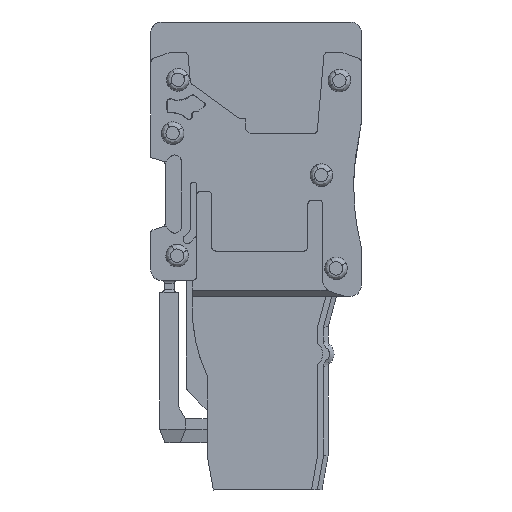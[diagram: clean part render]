
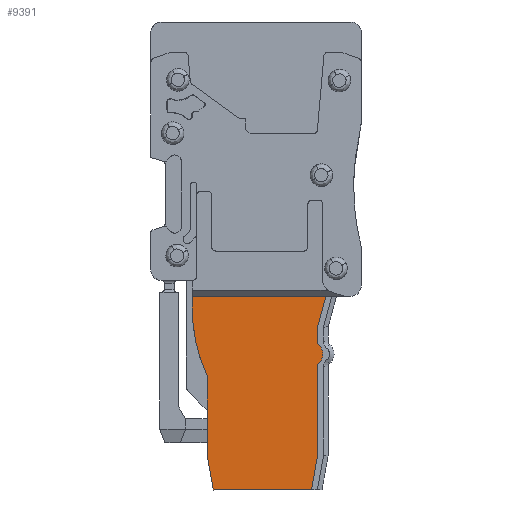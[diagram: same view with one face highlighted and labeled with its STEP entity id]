
A CAD part, left-side view. The second image highlights one B-rep face of the part: STEP entity #9391.
In plain terms, the highlighted planar face has unit normal (-1, 0, 0).
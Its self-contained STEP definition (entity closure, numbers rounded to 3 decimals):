
#9239=AXIS2_PLACEMENT_3D('Plane Axis2P3D',#9236,#9237,#9238) ;
#4895=CARTESIAN_POINT('Vertex',(2.87,11.25,12.9)) ;
#4898=CARTESIAN_POINT('Line Origine',(2.87,6.8,12.9)) ;
#4902=CARTESIAN_POINT('Vertex',(2.87,2.35,12.9)) ;
#9211=CARTESIAN_POINT('Vertex',(2.87,11.25,12.183)) ;
#9216=CARTESIAN_POINT('Line Origine',(2.87,11.25,12.541)) ;
#9236=CARTESIAN_POINT('Axis2P3D Location',(2.87,2.9,12.9)) ;
#9241=CARTESIAN_POINT('Line Origine',(2.87,2.622,11.886)) ;
#9245=CARTESIAN_POINT('Vertex',(2.87,2.893,10.873)) ;
#9249=CARTESIAN_POINT('Control Point',(2.87,11.25,12.183)) ;
#9250=CARTESIAN_POINT('Control Point',(2.87,11.25,11.709)) ;
#9251=CARTESIAN_POINT('Control Point',(2.87,11.225,11.237)) ;
#9252=CARTESIAN_POINT('Control Point',(2.87,11.174,10.767)) ;
#9253=CARTESIAN_POINT('Control Point',(2.87,11.098,10.3)) ;
#9254=CARTESIAN_POINT('Control Point',(2.87,10.997,9.837)) ;
#9255=CARTESIAN_POINT('Vertex',(2.87,10.997,9.837)) ;
#9259=CARTESIAN_POINT('Control Point',(2.87,10.997,9.837)) ;
#9260=CARTESIAN_POINT('Control Point',(2.87,10.896,9.375)) ;
#9261=CARTESIAN_POINT('Control Point',(2.87,10.771,8.919)) ;
#9262=CARTESIAN_POINT('Control Point',(2.87,10.621,8.47)) ;
#9263=CARTESIAN_POINT('Control Point',(2.87,10.447,8.031)) ;
#9264=CARTESIAN_POINT('Control Point',(2.87,10.25,7.6)) ;
#9265=CARTESIAN_POINT('Vertex',(2.87,10.25,7.6)) ;
#9268=CARTESIAN_POINT('Line Origine',(2.87,10.25,4.95)) ;
#9272=CARTESIAN_POINT('Vertex',(2.87,10.25,2.3)) ;
#9275=CARTESIAN_POINT('Line Origine',(2.87,10.047,1.15)) ;
#9279=CARTESIAN_POINT('Vertex',(2.87,9.844,0.)) ;
#9282=CARTESIAN_POINT('Line Origine',(2.87,6.575,0.)) ;
#9286=CARTESIAN_POINT('Vertex',(2.87,3.306,0.)) ;
#9289=CARTESIAN_POINT('Line Origine',(2.87,3.103,1.15)) ;
#9293=CARTESIAN_POINT('Vertex',(2.87,2.9,2.3)) ;
#9296=CARTESIAN_POINT('Line Origine',(2.87,2.9,5.273)) ;
#9300=CARTESIAN_POINT('Vertex',(2.87,2.9,8.245)) ;
#9304=CARTESIAN_POINT('Control Point',(2.87,2.9,8.245)) ;
#9305=CARTESIAN_POINT('Control Point',(2.87,2.9,8.275)) ;
#9306=CARTESIAN_POINT('Control Point',(2.87,2.896,8.304)) ;
#9307=CARTESIAN_POINT('Control Point',(2.87,2.889,8.333)) ;
#9308=CARTESIAN_POINT('Control Point',(2.87,2.871,8.379)) ;
#9309=CARTESIAN_POINT('Control Point',(2.87,2.845,8.421)) ;
#9310=CARTESIAN_POINT('Control Point',(2.87,2.832,8.437)) ;
#9311=CARTESIAN_POINT('Control Point',(2.87,2.819,8.451)) ;
#9312=CARTESIAN_POINT('Control Point',(2.87,2.805,8.465)) ;
#9313=CARTESIAN_POINT('Vertex',(2.87,2.805,8.465)) ;
#9317=CARTESIAN_POINT('Control Point',(2.87,2.805,8.465)) ;
#9318=CARTESIAN_POINT('Control Point',(2.87,2.741,8.524)) ;
#9319=CARTESIAN_POINT('Control Point',(2.87,2.685,8.592)) ;
#9320=CARTESIAN_POINT('Control Point',(2.87,2.639,8.667)) ;
#9321=CARTESIAN_POINT('Control Point',(2.87,2.586,8.789)) ;
#9322=CARTESIAN_POINT('Control Point',(2.87,2.559,8.918)) ;
#9323=CARTESIAN_POINT('Control Point',(2.87,2.553,8.962)) ;
#9324=CARTESIAN_POINT('Control Point',(2.87,2.55,9.006)) ;
#9325=CARTESIAN_POINT('Control Point',(2.87,2.55,9.05)) ;
#9326=CARTESIAN_POINT('Vertex',(2.87,2.55,9.05)) ;
#9330=CARTESIAN_POINT('Control Point',(2.87,2.55,9.05)) ;
#9331=CARTESIAN_POINT('Control Point',(2.87,2.55,9.092)) ;
#9332=CARTESIAN_POINT('Control Point',(2.87,2.553,9.134)) ;
#9333=CARTESIAN_POINT('Control Point',(2.87,2.558,9.176)) ;
#9334=CARTESIAN_POINT('Control Point',(2.87,2.584,9.303)) ;
#9335=CARTESIAN_POINT('Control Point',(2.87,2.634,9.424)) ;
#9336=CARTESIAN_POINT('Control Point',(2.87,2.679,9.499)) ;
#9337=CARTESIAN_POINT('Control Point',(2.87,2.735,9.569)) ;
#9338=CARTESIAN_POINT('Control Point',(2.87,2.8,9.631)) ;
#9339=CARTESIAN_POINT('Control Point',(2.87,2.801,9.632)) ;
#9340=CARTESIAN_POINT('Control Point',(2.87,2.803,9.634)) ;
#9341=CARTESIAN_POINT('Control Point',(2.87,2.805,9.635)) ;
#9342=CARTESIAN_POINT('Vertex',(2.87,2.805,9.635)) ;
#9346=CARTESIAN_POINT('Control Point',(2.87,2.805,9.635)) ;
#9347=CARTESIAN_POINT('Control Point',(2.87,2.826,9.655)) ;
#9348=CARTESIAN_POINT('Control Point',(2.87,2.845,9.678)) ;
#9349=CARTESIAN_POINT('Control Point',(2.87,2.861,9.703)) ;
#9350=CARTESIAN_POINT('Control Point',(2.87,2.883,9.748)) ;
#9351=CARTESIAN_POINT('Control Point',(2.87,2.895,9.795)) ;
#9352=CARTESIAN_POINT('Control Point',(2.87,2.898,9.815)) ;
#9353=CARTESIAN_POINT('Control Point',(2.87,2.9,9.835)) ;
#9354=CARTESIAN_POINT('Control Point',(2.87,2.9,9.855)) ;
#9355=CARTESIAN_POINT('Vertex',(2.87,2.9,9.855)) ;
#9358=CARTESIAN_POINT('Line Origine',(2.87,2.9,10.338)) ;
#9362=CARTESIAN_POINT('Vertex',(2.87,2.9,10.821)) ;
#9366=CARTESIAN_POINT('Control Point',(2.87,2.9,10.821)) ;
#9367=CARTESIAN_POINT('Control Point',(2.87,2.9,10.832)) ;
#9368=CARTESIAN_POINT('Control Point',(2.87,2.899,10.842)) ;
#9369=CARTESIAN_POINT('Control Point',(2.87,2.898,10.852)) ;
#9370=CARTESIAN_POINT('Control Point',(2.87,2.896,10.863)) ;
#9371=CARTESIAN_POINT('Control Point',(2.87,2.893,10.873)) ;
#4899=DIRECTION('Vector Direction',(0.,1.,0.)) ;
#9217=DIRECTION('Vector Direction',(0.,0.,-1.)) ;
#9237=DIRECTION('Axis2P3D Direction',(-1.,0.,0.)) ;
#9238=DIRECTION('Axis2P3D XDirection',(0.,-1.,0.)) ;
#9242=DIRECTION('Vector Direction',(0.,-0.259,0.966)) ;
#9269=DIRECTION('Vector Direction',(0.,0.,1.)) ;
#9276=DIRECTION('Vector Direction',(0.,0.174,0.985)) ;
#9283=DIRECTION('Vector Direction',(0.,-1.,0.)) ;
#9290=DIRECTION('Vector Direction',(0.,-0.174,0.985)) ;
#9297=DIRECTION('Vector Direction',(0.,0.,1.)) ;
#9359=DIRECTION('Vector Direction',(0.,0.,1.)) ;
#4900=VECTOR('Line Direction',#4899,1.) ;
#9218=VECTOR('Line Direction',#9217,1.) ;
#9243=VECTOR('Line Direction',#9242,1.) ;
#9270=VECTOR('Line Direction',#9269,1.) ;
#9277=VECTOR('Line Direction',#9276,1.) ;
#9284=VECTOR('Line Direction',#9283,1.) ;
#9291=VECTOR('Line Direction',#9290,1.) ;
#9298=VECTOR('Line Direction',#9297,1.) ;
#9360=VECTOR('Line Direction',#9359,1.) ;
#9374=ORIENTED_EDGE('',*,*,#9247,.T.) ;
#9375=ORIENTED_EDGE('',*,*,#4904,.T.) ;
#9376=ORIENTED_EDGE('',*,*,#9220,.T.) ;
#9377=ORIENTED_EDGE('',*,*,#9257,.T.) ;
#9378=ORIENTED_EDGE('',*,*,#9267,.T.) ;
#9379=ORIENTED_EDGE('',*,*,#9274,.F.) ;
#9380=ORIENTED_EDGE('',*,*,#9281,.F.) ;
#9381=ORIENTED_EDGE('',*,*,#9288,.T.) ;
#9382=ORIENTED_EDGE('',*,*,#9295,.T.) ;
#9383=ORIENTED_EDGE('',*,*,#9302,.T.) ;
#9384=ORIENTED_EDGE('',*,*,#9315,.T.) ;
#9385=ORIENTED_EDGE('',*,*,#9328,.T.) ;
#9386=ORIENTED_EDGE('',*,*,#9344,.T.) ;
#9387=ORIENTED_EDGE('',*,*,#9357,.T.) ;
#9388=ORIENTED_EDGE('',*,*,#9364,.T.) ;
#9389=ORIENTED_EDGE('',*,*,#9372,.T.) ;
#9391=ADVANCED_FACE('V1',(#9390),#9240,.T.) ;
#9248=B_SPLINE_CURVE_WITH_KNOTS('',5,(#9249,#9250,#9251,#9252,#9253,#9254),.UNSPECIFIED.,.F.,.U.,(6,6),(0.,3.346),.UNSPECIFIED.) ;
#9258=B_SPLINE_CURVE_WITH_KNOTS('',5,(#9259,#9260,#9261,#9262,#9263,#9264),.UNSPECIFIED.,.F.,.U.,(6,6),(0.,3.346),.UNSPECIFIED.) ;
#9303=B_SPLINE_CURVE_WITH_KNOTS('',5,(#9304,#9305,#9306,#9307,#9308,#9309,#9310,#9311,#9312),.UNSPECIFIED.,.F.,.U.,(6,3,6),(0.,0.21,0.352),.UNSPECIFIED.) ;
#9316=B_SPLINE_CURVE_WITH_KNOTS('',5,(#9317,#9318,#9319,#9320,#9321,#9322,#9323,#9324,#9325),.UNSPECIFIED.,.F.,.U.,(6,3,6),(0.,0.617,0.933),.UNSPECIFIED.) ;
#9329=B_SPLINE_CURVE_WITH_KNOTS('',5,(#9330,#9331,#9332,#9333,#9334,#9335,#9336,#9337,#9338,#9339,#9340,#9341),.UNSPECIFIED.,.F.,.U.,(6,3,3,6),(0.933,1.234,1.85,1.866),.UNSPECIFIED.) ;
#9345=B_SPLINE_CURVE_WITH_KNOTS('',5,(#9346,#9347,#9348,#9349,#9350,#9351,#9352,#9353,#9354),.UNSPECIFIED.,.F.,.U.,(6,3,6),(0.,0.21,0.352),.UNSPECIFIED.) ;
#9365=B_SPLINE_CURVE_WITH_KNOTS('',5,(#9366,#9367,#9368,#9369,#9370,#9371),.UNSPECIFIED.,.F.,.U.,(6,6),(0.,0.074),.UNSPECIFIED.) ;
#4904=EDGE_CURVE('',#4903,#4896,#4901,.T.) ;
#9220=EDGE_CURVE('',#4896,#9212,#9219,.T.) ;
#9247=EDGE_CURVE('',#9246,#4903,#9244,.T.) ;
#9257=EDGE_CURVE('',#9212,#9256,#9248,.T.) ;
#9267=EDGE_CURVE('',#9256,#9266,#9258,.T.) ;
#9274=EDGE_CURVE('',#9273,#9266,#9271,.T.) ;
#9281=EDGE_CURVE('',#9280,#9273,#9278,.T.) ;
#9288=EDGE_CURVE('',#9280,#9287,#9285,.T.) ;
#9295=EDGE_CURVE('',#9287,#9294,#9292,.T.) ;
#9302=EDGE_CURVE('',#9294,#9301,#9299,.T.) ;
#9315=EDGE_CURVE('',#9301,#9314,#9303,.T.) ;
#9328=EDGE_CURVE('',#9314,#9327,#9316,.T.) ;
#9344=EDGE_CURVE('',#9327,#9343,#9329,.T.) ;
#9357=EDGE_CURVE('',#9343,#9356,#9345,.T.) ;
#9364=EDGE_CURVE('',#9356,#9363,#9361,.T.) ;
#9372=EDGE_CURVE('',#9363,#9246,#9365,.T.) ;
#9373=EDGE_LOOP('',(#9374,#9375,#9376,#9377,#9378,#9379,#9380,#9381,#9382,#9383,#9384,#9385,#9386,#9387,#9388,#9389)) ;
#9390=FACE_OUTER_BOUND('',#9373,.T.) ;
#4901=LINE('Line',#4898,#4900) ;
#9219=LINE('Line',#9216,#9218) ;
#9244=LINE('Line',#9241,#9243) ;
#9271=LINE('Line',#9268,#9270) ;
#9278=LINE('Line',#9275,#9277) ;
#9285=LINE('Line',#9282,#9284) ;
#9292=LINE('Line',#9289,#9291) ;
#9299=LINE('Line',#9296,#9298) ;
#9361=LINE('Line',#9358,#9360) ;
#9240=PLANE('',#9239) ;
#4896=VERTEX_POINT('',#4895) ;
#4903=VERTEX_POINT('',#4902) ;
#9212=VERTEX_POINT('',#9211) ;
#9246=VERTEX_POINT('',#9245) ;
#9256=VERTEX_POINT('',#9255) ;
#9266=VERTEX_POINT('',#9265) ;
#9273=VERTEX_POINT('',#9272) ;
#9280=VERTEX_POINT('',#9279) ;
#9287=VERTEX_POINT('',#9286) ;
#9294=VERTEX_POINT('',#9293) ;
#9301=VERTEX_POINT('',#9300) ;
#9314=VERTEX_POINT('',#9313) ;
#9327=VERTEX_POINT('',#9326) ;
#9343=VERTEX_POINT('',#9342) ;
#9356=VERTEX_POINT('',#9355) ;
#9363=VERTEX_POINT('',#9362) ;
